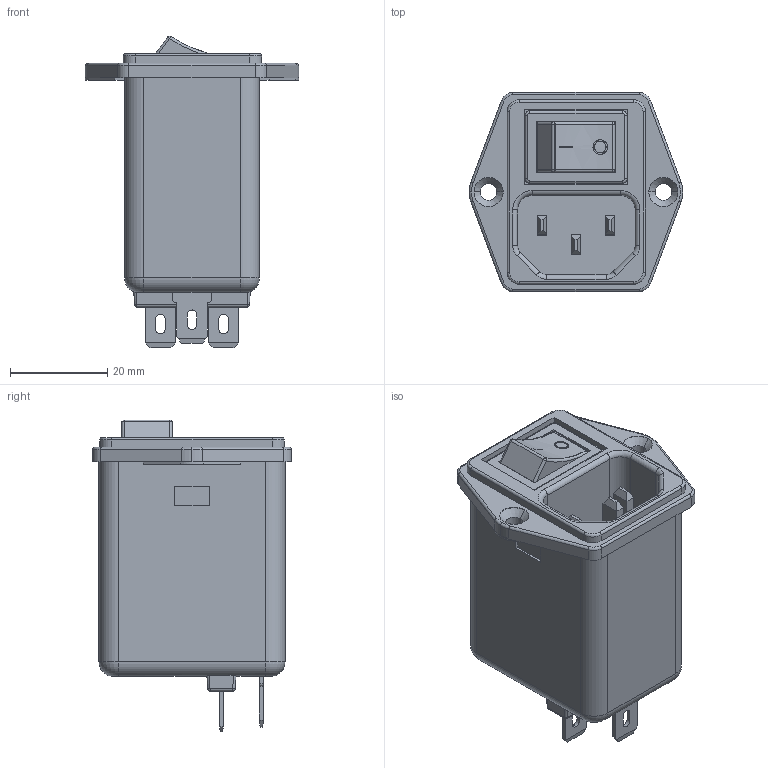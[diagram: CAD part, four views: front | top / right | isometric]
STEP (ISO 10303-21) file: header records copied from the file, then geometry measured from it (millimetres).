
FILE_DESCRIPTION (( 'STEP AP203' ), '1' );
FILE_NAME ('10BEEG3G.STEP', '2013-12-20T07:19:08', ( 'OPC' ), ( '' ), 'SwSTEP 2.0', 'SolidWorks 2007', '' );
FILE_SCHEMA (( 'CONFIG_CONTROL_DESIGN' ));
Length unit declared in the file: millimetre
Products named in the file (8): 335046020005_預設; 3170051700_預設; 10BEEG3G; 06BEEG3G; 3000121426; MR22-N2BB-F2_STD; MR22-PIN_STD; 335046030005_預設
Assembly tree (10 placements, depth 3):
  10BEEG3G
    335046030005_預設
    3170051700_預設
    06BEEG3G
    335046020005_預設
    3000121426
      MR22-PIN_STD  x4
      MR22-N2BB-F2_STD
Bounding box: 44 x 41 x 64.18 mm (x, y, z)
Volume: 49320.7 mm3; surface area: 19568.4 mm2
Topology: 8 solids, 10 shells, 767 faces, 1984 edges, 1253 vertices
Faces by surface type: plane 528, cylinder 186, torus 31, sphere 12, bspline 6, cone 4
Entity records: 23163 total; most frequent: CARTESIAN_POINT 4457, ORIENTED_EDGE 3740, DIRECTION 3630, EDGE_CURVE 1872, VECTOR 1438, LINE 1438, VERTEX_POINT 1179, AXIS2_PLACEMENT_3D 1096
